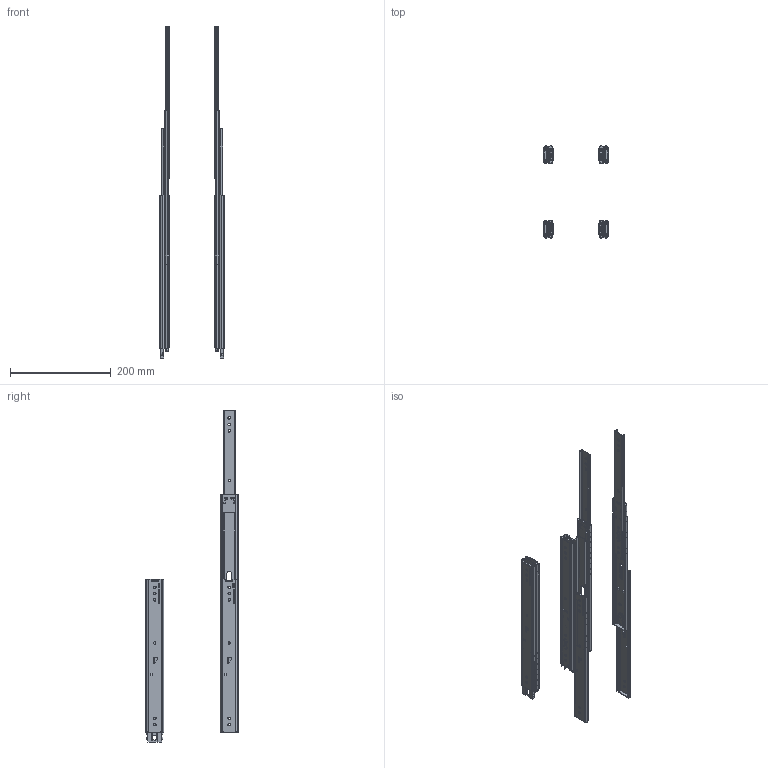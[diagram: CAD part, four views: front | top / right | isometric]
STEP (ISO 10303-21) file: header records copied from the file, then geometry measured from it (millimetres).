
FILE_DESCRIPTION (( 'STEP AP214' ), '1' );
FILE_NAME ('04480-Full Extension Drawer Slides Pair Stainless Steel 305mm.STEP', '2018-10-29T22:42:56', ( '' ), ( '' ), 'SwSTEP 2.0', 'SolidWorks 2018', '' );
FILE_SCHEMA (( 'AUTOMOTIVE_DESIGN' ));
Length unit declared in the file: millimetre
Products named in the file (6): 4480 inner; 4480 middle; 4480 inner bearing; 4480 outter bearing; 04480-Full Extension Drawer Slides Pair Stainless Steel 305mm; 4480 outter
Assembly tree (20 placements, depth 2):
  04480-Full Extension Drawer Slides Pair Stainless Steel 305mm
    4480 outter  x4
    4480 middle  x4
    4480 inner  x4
    4480 inner bearing  x4
    4480 outter bearing  x4
Bounding box: 127.95 x 183.29 x 659.47 mm (x, y, z)
Volume: 292662.1 mm3; surface area: 439193.5 mm2
Topology: 152 solids, 152 shells, 3312 faces, 9296 edges, 6176 vertices
Faces by surface type: plane 1832, cylinder 820, bspline 404, sphere 256
Entity records: 32829 total; most frequent: CARTESIAN_POINT 11022, ORIENTED_EDGE 4328, DIRECTION 3934, EDGE_CURVE 2164, VECTOR 1478, LINE 1478, VERTEX_POINT 1448, AXIS2_PLACEMENT_3D 1228
